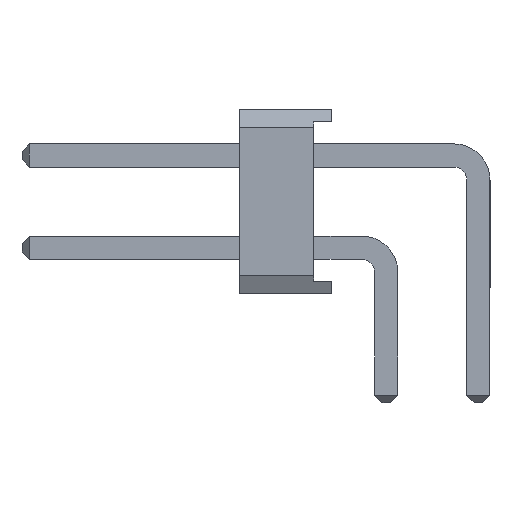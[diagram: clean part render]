
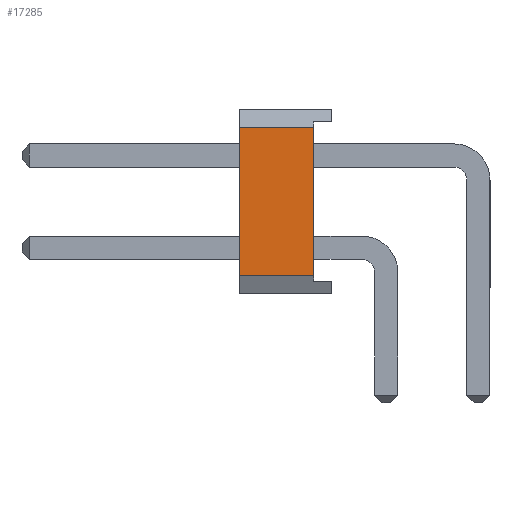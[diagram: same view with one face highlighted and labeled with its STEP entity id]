
A CAD part, left-side view. The second image highlights one B-rep face of the part: STEP entity #17285.
In plain terms, the highlighted planar face has unit normal (-1, 0, 0).
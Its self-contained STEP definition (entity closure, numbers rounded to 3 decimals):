
#335=PLANE('',#18102);
#1506=LINE('',#23631,#3150);
#1507=LINE('',#23634,#3151);
#1508=LINE('',#23636,#3152);
#1509=LINE('',#23638,#3153);
#3150=VECTOR('',#20212,1000.);
#3151=VECTOR('',#20213,1000.);
#3152=VECTOR('',#20214,1000.);
#3153=VECTOR('',#20215,1000.);
#5626=ORIENTED_EDGE('',*,*,#8394,.F.);
#5627=ORIENTED_EDGE('',*,*,#8395,.T.);
#5628=ORIENTED_EDGE('',*,*,#8396,.T.);
#5629=ORIENTED_EDGE('',*,*,#8397,.T.);
#8394=EDGE_CURVE('',#9830,#9831,#1506,.T.);
#8395=EDGE_CURVE('',#9830,#9832,#1507,.T.);
#8396=EDGE_CURVE('',#9832,#9833,#1508,.T.);
#8397=EDGE_CURVE('',#9833,#9831,#1509,.T.);
#9830=VERTEX_POINT('',#23632);
#9831=VERTEX_POINT('',#23633);
#9832=VERTEX_POINT('',#23635);
#9833=VERTEX_POINT('',#23637);
#10773=EDGE_LOOP('',(#5626,#5627,#5628,#5629));
#11531=FACE_BOUND('',#10773,.T.);
#17285=ADVANCED_FACE('',(#11531),#335,.T.);
#18102=AXIS2_PLACEMENT_3D('',#23630,#20210,#20211);
#20210=DIRECTION('',(-1.,0.,0.));
#20211=DIRECTION('',(0.,0.,1.));
#20212=DIRECTION('',(0.,0.,1.));
#20213=DIRECTION('',(0.,-1.,0.));
#20214=DIRECTION('',(0.,0.,1.));
#20215=DIRECTION('',(0.,1.,0.));
#23630=CARTESIAN_POINT('',(-16.51,-2.54,-1.27));
#23631=CARTESIAN_POINT('',(-16.51,2.04,-32.481));
#23632=CARTESIAN_POINT('',(-16.51,2.04,-0.77));
#23633=CARTESIAN_POINT('',(-16.51,2.04,1.27));
#23634=CARTESIAN_POINT('',(-16.51,-2.54,-0.77));
#23635=CARTESIAN_POINT('',(-16.51,-2.04,-0.77));
#23636=CARTESIAN_POINT('',(-16.51,-2.04,-32.481));
#23637=CARTESIAN_POINT('',(-16.51,-2.04,1.27));
#23638=CARTESIAN_POINT('',(-16.51,-2.54,1.27));
